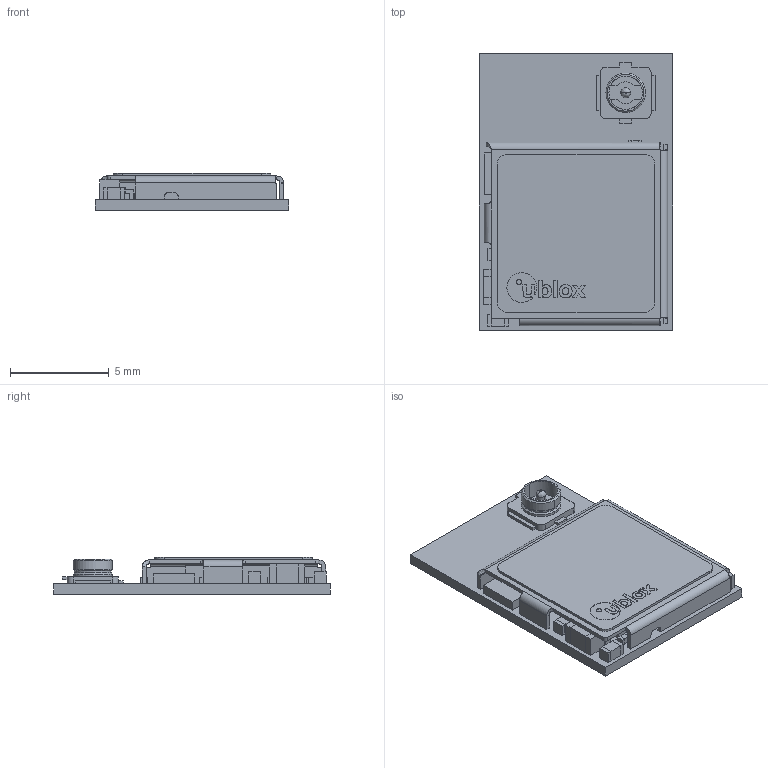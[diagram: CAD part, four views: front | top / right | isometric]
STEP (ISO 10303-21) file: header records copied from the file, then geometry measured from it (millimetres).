
FILE_DESCRIPTION (( 'STEP AP214' ), '1' );
FILE_NAME ('BMD-301.STEP', '2020-06-10T22:58:51', ( '' ), ( '' ), 'SwSTEP 2.0', 'SolidWorks 2017', '' );
FILE_SCHEMA (( 'AUTOMOTIVE_DESIGN' ));
Length unit declared in the file: millimetre
Products named in the file (52): logo_l_4mm; C8; Free-Models; L1; C9; C2; logo_u_4mm; logo_full_4mm; C10; logo_b_4mm; L2; C5; label_8x8; 5913368736; logo_o_4mm; Extruded_2; 5912985520; logo_x_4mm; 5913371696; BMD-300-301-330-360-pads; J1; X1; Extruded_10; 5913363616; U1; Extruded_5; U.FL-R-SMT-1; Extruded_9; C7; Extruded_8; Extruded_4; Extruded_3; C3; C4; 5913369616; Extruded; Extruded_6; C6; pcb_1400_980_054; 5913369296 ...
Assembly tree (88 placements, depth 4):
  BMD-301
    L3
      5913368736
        Extruded
      5913368016  x2
        Extruded_2
    C5
      5913368016  x2
        Extruded_2
      5913368736
        Extruded
    C4
      5913368016  x2
        Extruded_2
      5913368736
        Extruded
    C1
      5913372176
        Extruded_3
      5913371696  x2
        Extruded_4
    C2
      5913372176
        Extruded_3
      5913371696  x2
        Extruded_4
    C3
      5913369296  x2
        Extruded_5
      5913368736
        Extruded
    C6
      5913368016  x2
        Extruded_2
      5913368736
        Extruded
    C9
      5913368016  x2
        Extruded_2
      5913368736
        Extruded
    C10
      5913368016  x2
        Extruded_2
      5913368736
        Extruded
    C12
      5913369296  x2
        Extruded_5
      5913368736
        Extruded
    C7
      5913368016  x2
        Extruded_2
      5913368736
        Extruded
    L1
      5913369296  x2
        Extruded_5
      5913368736
Bounding box: 9.8 x 14 x 1.91 mm (x, y, z)
Volume: 144.9 mm3; surface area: 859.4 mm2
Topology: 103 solids, 103 shells, 991 faces, 2306 edges, 1524 vertices
Faces by surface type: plane 693, cylinder 228, bspline 64, cone 6
Entity records: 27479 total; most frequent: CARTESIAN_POINT 5169, DIRECTION 3838, ORIENTED_EDGE 3724, EDGE_CURVE 1862, VECTOR 1284, LINE 1284, AXIS2_PLACEMENT_3D 1277, VERTEX_POINT 1228
